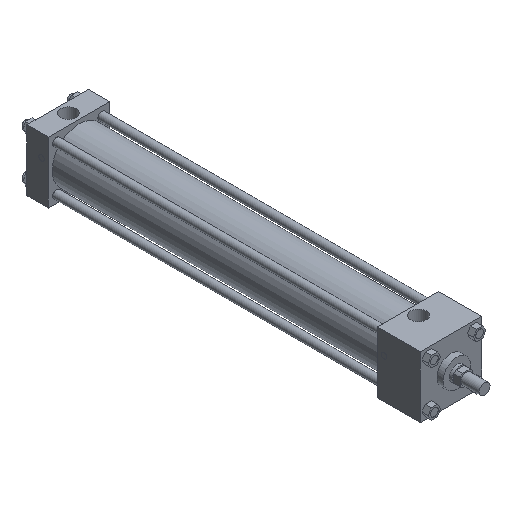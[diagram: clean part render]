
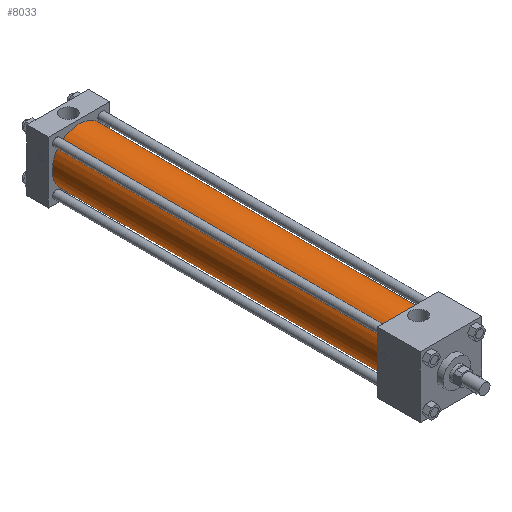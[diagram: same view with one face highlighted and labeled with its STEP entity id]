
A CAD part, isometric view. The second image highlights one B-rep face of the part: STEP entity #8033.
In plain terms, the highlighted cylindrical face has radius 27.813 mm (diameter 55.626 mm), a full revolution.
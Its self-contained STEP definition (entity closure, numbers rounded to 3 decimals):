
#942=EDGE_CURVE('',#948,#948,#943,.T.);
#943=CIRCLE('',#944,27.813);
#944=AXIS2_PLACEMENT_3D('',#945,#946,#947);
#945=CARTESIAN_POINT('',(0.,60.325,0.));
#946=DIRECTION('',(0.,1.,0.));
#947=DIRECTION('',(-1.,0.,0.));
#948=VERTEX_POINT('',#949);
#949=CARTESIAN_POINT('',(27.813,60.325,0.));
#2117=FACE_OUTER_BOUND('',#2119,.T.);
#2118=FACE_BOUND('',#2120,.T.);
#2119=EDGE_LOOP('',(#2121));
#2120=EDGE_LOOP('',(#2130));
#2121=ORIENTED_EDGE('',*,*,#2122,.F.);
#2122=EDGE_CURVE('',#2128,#2128,#2123,.T.);
#2123=CIRCLE('',#2124,27.813);
#2124=AXIS2_PLACEMENT_3D('',#2125,#2126,#2127);
#2125=CARTESIAN_POINT('',(0.,400.05,0.));
#2126=DIRECTION('',(0.,1.,0.));
#2127=DIRECTION('',(1.,0.,0.));
#2128=VERTEX_POINT('',#2129);
#2129=CARTESIAN_POINT('',(27.813,400.05,0.));
#2130=ORIENTED_EDGE('',*,*,#942,.T.);
#2131=CYLINDRICAL_SURFACE('',#2132,27.813);
#2132=AXIS2_PLACEMENT_3D('',#2133,#2134,#2135);
#2133=CARTESIAN_POINT('',(0.,400.05,0.));
#2134=DIRECTION('',(0.,-1.,0.));
#2135=DIRECTION('',(0.,0.,-1.));
#8033=ADVANCED_FACE('',(#2117,#2118),#2131,.T.);
